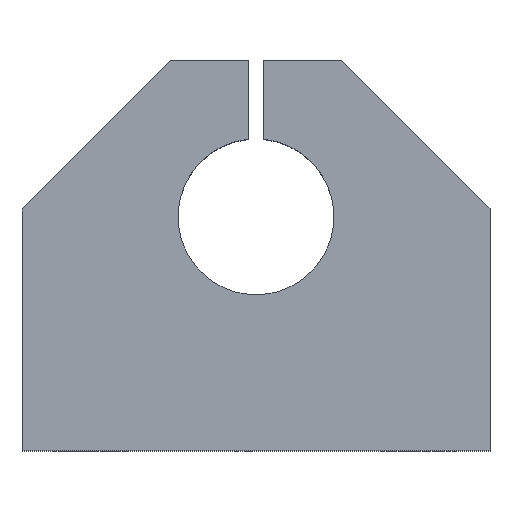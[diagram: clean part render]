
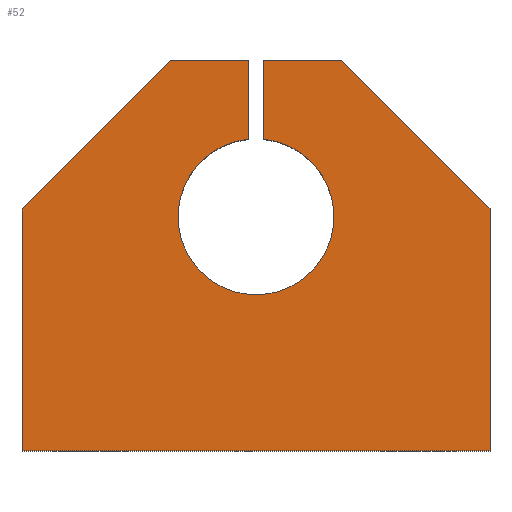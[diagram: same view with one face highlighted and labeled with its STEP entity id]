
A CAD part, top view. The second image highlights one B-rep face of the part: STEP entity #52.
In plain terms, the highlighted planar face has unit normal (0, 0, 1).
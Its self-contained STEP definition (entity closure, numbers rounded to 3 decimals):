
#52 = ADVANCED_FACE( '', ( #121 ), #122, .T. );
#121 = FACE_OUTER_BOUND( '', #219, .T. );
#122 = PLANE( '', #220 );
#219 = EDGE_LOOP( '', ( #319, #320, #321, #322, #323, #324, #325, #326, #327, #328 ) );
#220 = AXIS2_PLACEMENT_3D( '', #329, #330, #331 );
#319 = ORIENTED_EDGE( '', *, *, #503, .T. );
#320 = ORIENTED_EDGE( '', *, *, #504, .T. );
#321 = ORIENTED_EDGE( '', *, *, #505, .T. );
#322 = ORIENTED_EDGE( '', *, *, #498, .T. );
#323 = ORIENTED_EDGE( '', *, *, #506, .T. );
#324 = ORIENTED_EDGE( '', *, *, #507, .T. );
#325 = ORIENTED_EDGE( '', *, *, #508, .F. );
#326 = ORIENTED_EDGE( '', *, *, #509, .T. );
#327 = ORIENTED_EDGE( '', *, *, #510, .T. );
#328 = ORIENTED_EDGE( '', *, *, #511, .T. );
#329 = CARTESIAN_POINT( '', ( 0., 30., 30. ) );
#330 = DIRECTION( '', ( 0., 0., 1. ) );
#331 = DIRECTION( '', ( 1., 0., 0. ) );
#498 = EDGE_CURVE( '', #574, #572, #575, .T. );
#503 = EDGE_CURVE( '', #582, #583, #584, .T. );
#504 = EDGE_CURVE( '', #583, #585, #586, .T. );
#505 = EDGE_CURVE( '', #585, #574, #587, .T. );
#506 = EDGE_CURVE( '', #572, #588, #589, .T. );
#507 = EDGE_CURVE( '', #588, #590, #591, .T. );
#508 = EDGE_CURVE( '', #592, #590, #593, .T. );
#509 = EDGE_CURVE( '', #592, #594, #595, .T. );
#510 = EDGE_CURVE( '', #594, #596, #597, .T. );
#511 = EDGE_CURVE( '', #596, #582, #598, .T. );
#572 = VERTEX_POINT( '', #680 );
#574 = VERTEX_POINT( '', #683 );
#575 = LINE( '', #684, #685 );
#582 = VERTEX_POINT( '', #693 );
#583 = VERTEX_POINT( '', #694 );
#584 = LINE( '', #695, #696 );
#585 = VERTEX_POINT( '', #697 );
#586 = LINE( '', #698, #699 );
#587 = LINE( '', #700, #701 );
#588 = VERTEX_POINT( '', #702 );
#589 = LINE( '', #703, #704 );
#590 = VERTEX_POINT( '', #705 );
#591 = LINE( '', #706, #707 );
#592 = VERTEX_POINT( '', #708 );
#593 = CIRCLE( '', #709, 10. );
#594 = VERTEX_POINT( '', #710 );
#595 = LINE( '', #711, #712 );
#596 = VERTEX_POINT( '', #713 );
#597 = LINE( '', #714, #715 );
#598 = LINE( '', #716, #717 );
#680 = CARTESIAN_POINT( '', ( 11., 50., 30. ) );
#683 = CARTESIAN_POINT( '', ( 30., 31., 30. ) );
#684 = CARTESIAN_POINT( '', ( 30., 31., 30. ) );
#685 = VECTOR( '', #927, 1000. );
#693 = CARTESIAN_POINT( '', ( -30., 31., 30. ) );
#694 = CARTESIAN_POINT( '', ( -30., 0., 30. ) );
#695 = CARTESIAN_POINT( '', ( -30., 31., 30. ) );
#696 = VECTOR( '', #935, 1000. );
#697 = CARTESIAN_POINT( '', ( 30., 0., 30. ) );
#698 = CARTESIAN_POINT( '', ( -30., 0., 30. ) );
#699 = VECTOR( '', #936, 1000. );
#700 = CARTESIAN_POINT( '', ( 30., 0., 30. ) );
#701 = VECTOR( '', #937, 1000. );
#702 = CARTESIAN_POINT( '', ( 1., 50., 30. ) );
#703 = CARTESIAN_POINT( '', ( 11., 50., 30. ) );
#704 = VECTOR( '', #938, 1000. );
#705 = CARTESIAN_POINT( '', ( 1., 39.95, 30. ) );
#706 = CARTESIAN_POINT( '', ( 1., 50., 30. ) );
#707 = VECTOR( '', #939, 1000. );
#708 = CARTESIAN_POINT( '', ( -1., 39.95, 30. ) );
#709 = AXIS2_PLACEMENT_3D( '', #940, #941, #942 );
#710 = CARTESIAN_POINT( '', ( -1., 50., 30. ) );
#711 = CARTESIAN_POINT( '', ( -1., 39.95, 30. ) );
#712 = VECTOR( '', #943, 1000. );
#713 = CARTESIAN_POINT( '', ( -11., 50., 30. ) );
#714 = CARTESIAN_POINT( '', ( -1., 50., 30. ) );
#715 = VECTOR( '', #944, 1000. );
#716 = CARTESIAN_POINT( '', ( -11., 50., 30. ) );
#717 = VECTOR( '', #945, 1000. );
#927 = DIRECTION( '', ( -0.707, 0.707, 0. ) );
#935 = DIRECTION( '', ( 0., -1., 0. ) );
#936 = DIRECTION( '', ( 1., 0., 0. ) );
#937 = DIRECTION( '', ( 0., 1., 0. ) );
#938 = DIRECTION( '', ( -1., 0., 0. ) );
#939 = DIRECTION( '', ( 0., -1., 0. ) );
#940 = CARTESIAN_POINT( '', ( 0., 30., 30. ) );
#941 = DIRECTION( '', ( 0., 0., 1. ) );
#942 = DIRECTION( '', ( 1., 0., 0. ) );
#943 = DIRECTION( '', ( 0., 1., 0. ) );
#944 = DIRECTION( '', ( -1., 0., 0. ) );
#945 = DIRECTION( '', ( -0.707, -0.707, 0. ) );
